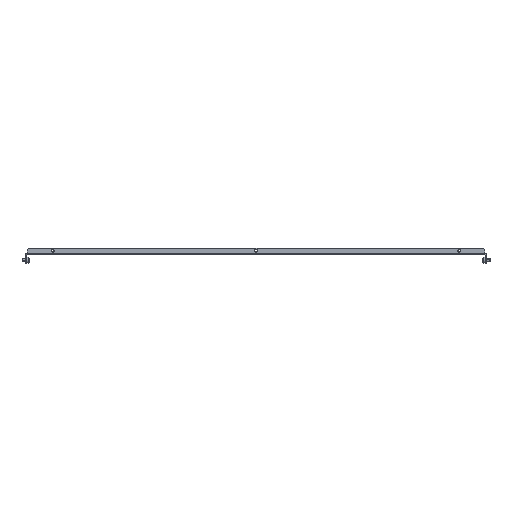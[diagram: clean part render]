
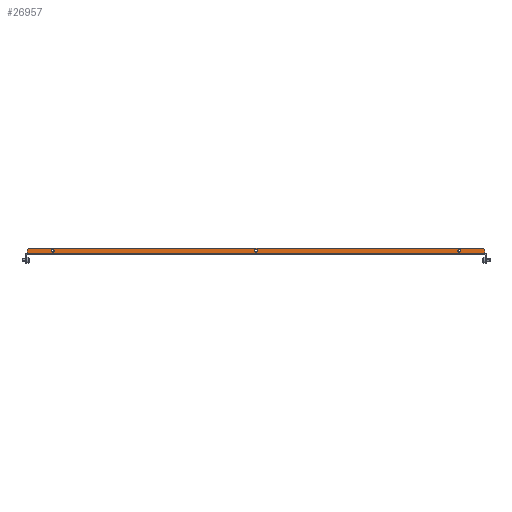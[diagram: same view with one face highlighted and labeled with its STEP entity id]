
A CAD part, left-side view. The second image highlights one B-rep face of the part: STEP entity #26957.
In plain terms, the highlighted planar face has unit normal (-1, 0, 0).
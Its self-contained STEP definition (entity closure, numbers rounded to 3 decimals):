
#35 = CARTESIAN_POINT ( 'NONE',  ( 176.5, 400., 8.6 ) ) ;
#93 = EDGE_CURVE ( 'NONE', #7140, #19511, #29272, .T. ) ;
#423 = EDGE_LOOP ( 'NONE', ( #31950, #12936 ) ) ;
#578 = EDGE_CURVE ( 'NONE', #31634, #2861, #21810, .T. ) ;
#748 = CIRCLE ( 'NONE', #20389, 2.6 ) ;
#1159 = AXIS2_PLACEMENT_3D ( 'NONE', #17997, #7797, #22856 ) ;
#1737 = CARTESIAN_POINT ( 'NONE',  ( 176.5, 0., 3.4 ) ) ;
#1779 = CARTESIAN_POINT ( 'NONE',  ( 176.5, 447.5, 11. ) ) ;
#1805 = EDGE_CURVE ( 'NONE', #30126, #16084, #24056, .T. ) ;
#2089 = EDGE_LOOP ( 'NONE', ( #29976, #31234, #5283, #7972, #27228, #18816, #19726, #15100 ) ) ;
#2388 = CARTESIAN_POINT ( 'NONE',  ( 176.5, -450.5, 0. ) ) ;
#2563 = DIRECTION ( 'NONE',  ( 0., 0., 1. ) ) ;
#2672 = CARTESIAN_POINT ( 'NONE',  ( 176.5, -400., 6. ) ) ;
#2715 = DIRECTION ( 'NONE',  ( 0., 0., -1. ) ) ;
#2861 = VERTEX_POINT ( 'NONE', #8846 ) ;
#2876 = FACE_BOUND ( 'NONE', #14186, .T. ) ;
#3427 = VECTOR ( 'NONE', #19712, 1000. ) ;
#3440 = AXIS2_PLACEMENT_3D ( 'NONE', #4180, #19385, #21811 ) ;
#3883 = CARTESIAN_POINT ( 'NONE',  ( 176.5, 229.25, 229.25 ) ) ;
#4030 = CARTESIAN_POINT ( 'NONE',  ( 176.5, 0., 6. ) ) ;
#4180 = CARTESIAN_POINT ( 'NONE',  ( 176.5, 400., 6. ) ) ;
#4731 = CARTESIAN_POINT ( 'NONE',  ( 176.5, 450.5, 0. ) ) ;
#5222 = EDGE_CURVE ( 'NONE', #30126, #5392, #28333, .T. ) ;
#5283 = ORIENTED_EDGE ( 'NONE', *, *, #29975, .F. ) ;
#5310 = PLANE ( 'NONE',  #26762 ) ;
#5392 = VERTEX_POINT ( 'NONE', #11788 ) ;
#5677 = DIRECTION ( 'NONE',  ( 0., 0., 1. ) ) ;
#5704 = CARTESIAN_POINT ( 'NONE',  ( 176.5, 0., 6. ) ) ;
#5804 = VERTEX_POINT ( 'NONE', #1737 ) ;
#5835 = DIRECTION ( 'NONE',  ( 0., 0., 1. ) ) ;
#6154 = CARTESIAN_POINT ( 'NONE',  ( 176.5, -400., 6. ) ) ;
#6162 = CIRCLE ( 'NONE', #30458, 2.6 ) ;
#6299 = AXIS2_PLACEMENT_3D ( 'NONE', #6154, #10843, #5835 ) ;
#6546 = CARTESIAN_POINT ( 'NONE',  ( 176.5, -447.5, 11. ) ) ;
#7140 = VERTEX_POINT ( 'NONE', #18464 ) ;
#7650 = DIRECTION ( 'NONE',  ( 1., 0., 0. ) ) ;
#7797 = DIRECTION ( 'NONE',  ( 1., 0., 0. ) ) ;
#7798 = EDGE_CURVE ( 'NONE', #10093, #16084, #10737, .T. ) ;
#7910 = CARTESIAN_POINT ( 'NONE',  ( 176.5, 450.5, 1. ) ) ;
#7972 = ORIENTED_EDGE ( 'NONE', *, *, #25808, .T. ) ;
#8846 = CARTESIAN_POINT ( 'NONE',  ( 176.5, 400., 3.4 ) ) ;
#8903 = EDGE_CURVE ( 'NONE', #30643, #7140, #24888, .T. ) ;
#9910 = VECTOR ( 'NONE', #18613, 1000. ) ;
#10093 = VERTEX_POINT ( 'NONE', #20747 ) ;
#10153 = CIRCLE ( 'NONE', #3440, 2.6 ) ;
#10273 = DIRECTION ( 'NONE',  ( 1., 0., 0. ) ) ;
#10278 = CARTESIAN_POINT ( 'NONE',  ( 176.5, -400., 3.4 ) ) ;
#10442 = ORIENTED_EDGE ( 'NONE', *, *, #28209, .T. ) ;
#10686 = LINE ( 'NONE', #13431, #13029 ) ;
#10737 = LINE ( 'NONE', #30331, #13129 ) ;
#10843 = DIRECTION ( 'NONE',  ( 1., 0., 0. ) ) ;
#11128 = EDGE_CURVE ( 'NONE', #5804, #16566, #25394, .T. ) ;
#11701 = EDGE_CURVE ( 'NONE', #27487, #15871, #20262, .T. ) ;
#11733 = DIRECTION ( 'NONE',  ( 0., -1., 0. ) ) ;
#11788 = CARTESIAN_POINT ( 'NONE',  ( 176.5, 450.5, 8. ) ) ;
#11963 = CARTESIAN_POINT ( 'NONE',  ( 176.5, -450.5, 0. ) ) ;
#12283 = DIRECTION ( 'NONE',  ( 0., 0., -1. ) ) ;
#12936 = ORIENTED_EDGE ( 'NONE', *, *, #11128, .T. ) ;
#13029 = VECTOR ( 'NONE', #5677, 1000. ) ;
#13129 = VECTOR ( 'NONE', #27588, 1000. ) ;
#13431 = CARTESIAN_POINT ( 'NONE',  ( 176.5, 450.5, 11. ) ) ;
#14186 = EDGE_LOOP ( 'NONE', ( #29332, #20362 ) ) ;
#14552 = LINE ( 'NONE', #11963, #14873 ) ;
#14848 = FACE_BOUND ( 'NONE', #27261, .T. ) ;
#14873 = VECTOR ( 'NONE', #12283, 1000. ) ;
#15057 = VECTOR ( 'NONE', #23773, 1000. ) ;
#15100 = ORIENTED_EDGE ( 'NONE', *, *, #7798, .T. ) ;
#15730 = DIRECTION ( 'NONE',  ( 1., 0., 0. ) ) ;
#15871 = VERTEX_POINT ( 'NONE', #27035 ) ;
#15888 = EDGE_CURVE ( 'NONE', #10093, #30643, #14552, .T. ) ;
#16084 = VERTEX_POINT ( 'NONE', #6546 ) ;
#16499 = VECTOR ( 'NONE', #11733, 1000. ) ;
#16566 = VERTEX_POINT ( 'NONE', #29971 ) ;
#16923 = CARTESIAN_POINT ( 'NONE',  ( 176.5, -450.5, 11. ) ) ;
#17081 = DIRECTION ( 'NONE',  ( 0., 0., 1. ) ) ;
#17997 = CARTESIAN_POINT ( 'NONE',  ( 176.5, 400., 6. ) ) ;
#18464 = CARTESIAN_POINT ( 'NONE',  ( 176.5, -450.5, 0. ) ) ;
#18465 = VERTEX_POINT ( 'NONE', #7910 ) ;
#18613 = DIRECTION ( 'NONE',  ( 0., 0.707, -0.707 ) ) ;
#18816 = ORIENTED_EDGE ( 'NONE', *, *, #8903, .F. ) ;
#19385 = DIRECTION ( 'NONE',  ( 1., 0., 0. ) ) ;
#19511 = VERTEX_POINT ( 'NONE', #4731 ) ;
#19712 = DIRECTION ( 'NONE',  ( 0., 0., -1. ) ) ;
#19726 = ORIENTED_EDGE ( 'NONE', *, *, #15888, .F. ) ;
#20262 = CIRCLE ( 'NONE', #6299, 2.6 ) ;
#20362 = ORIENTED_EDGE ( 'NONE', *, *, #22122, .T. ) ;
#20389 = AXIS2_PLACEMENT_3D ( 'NONE', #4030, #15730, #23179 ) ;
#20747 = CARTESIAN_POINT ( 'NONE',  ( 176.5, -450.5, 8. ) ) ;
#21810 = CIRCLE ( 'NONE', #1159, 2.6 ) ;
#21811 = DIRECTION ( 'NONE',  ( 0., 0., 1. ) ) ;
#22122 = EDGE_CURVE ( 'NONE', #2861, #31634, #10153, .T. ) ;
#22268 = CARTESIAN_POINT ( 'NONE',  ( 176.5, -450.5, 1. ) ) ;
#22296 = DIRECTION ( 'NONE',  ( -1., 0., 0. ) ) ;
#22798 = AXIS2_PLACEMENT_3D ( 'NONE', #5704, #7650, #29992 ) ;
#22856 = DIRECTION ( 'NONE',  ( 0., 0., 1. ) ) ;
#23179 = DIRECTION ( 'NONE',  ( 0., 0., 1. ) ) ;
#23725 = VECTOR ( 'NONE', #2715, 1000. ) ;
#23740 = ORIENTED_EDGE ( 'NONE', *, *, #11701, .T. ) ;
#23773 = DIRECTION ( 'NONE',  ( 0., 1., 0. ) ) ;
#24056 = LINE ( 'NONE', #16923, #16499 ) ;
#24740 = FACE_OUTER_BOUND ( 'NONE', #2089, .T. ) ;
#24888 = LINE ( 'NONE', #2388, #23725 ) ;
#25213 = FACE_BOUND ( 'NONE', #423, .T. ) ;
#25394 = CIRCLE ( 'NONE', #22798, 2.6 ) ;
#25808 = EDGE_CURVE ( 'NONE', #18465, #19511, #29598, .T. ) ;
#26051 = CARTESIAN_POINT ( 'NONE',  ( 176.5, 0., 0. ) ) ;
#26762 = AXIS2_PLACEMENT_3D ( 'NONE', #29603, #22296, #2563 ) ;
#26957 = ADVANCED_FACE ( 'NONE', ( #2876, #25213, #14848, #24740 ), #5310, .T. ) ;
#27035 = CARTESIAN_POINT ( 'NONE',  ( 176.5, -400., 8.6 ) ) ;
#27228 = ORIENTED_EDGE ( 'NONE', *, *, #93, .F. ) ;
#27261 = EDGE_LOOP ( 'NONE', ( #10442, #23740 ) ) ;
#27487 = VERTEX_POINT ( 'NONE', #10278 ) ;
#27588 = DIRECTION ( 'NONE',  ( 0., 0.707, 0.707 ) ) ;
#27796 = CARTESIAN_POINT ( 'NONE',  ( 176.5, 450.5, 1. ) ) ;
#28209 = EDGE_CURVE ( 'NONE', #15871, #27487, #6162, .T. ) ;
#28333 = LINE ( 'NONE', #3883, #9910 ) ;
#29272 = LINE ( 'NONE', #26051, #15057 ) ;
#29332 = ORIENTED_EDGE ( 'NONE', *, *, #578, .T. ) ;
#29598 = LINE ( 'NONE', #27796, #3427 ) ;
#29603 = CARTESIAN_POINT ( 'NONE',  ( 176.5, 0., 0. ) ) ;
#29971 = CARTESIAN_POINT ( 'NONE',  ( 176.5, 0., 8.6 ) ) ;
#29975 = EDGE_CURVE ( 'NONE', #18465, #5392, #10686, .T. ) ;
#29976 = ORIENTED_EDGE ( 'NONE', *, *, #1805, .F. ) ;
#29992 = DIRECTION ( 'NONE',  ( 0., 0., 1. ) ) ;
#30126 = VERTEX_POINT ( 'NONE', #1779 ) ;
#30331 = CARTESIAN_POINT ( 'NONE',  ( 176.5, -229.25, 229.25 ) ) ;
#30458 = AXIS2_PLACEMENT_3D ( 'NONE', #2672, #10273, #17081 ) ;
#30643 = VERTEX_POINT ( 'NONE', #22268 ) ;
#31234 = ORIENTED_EDGE ( 'NONE', *, *, #5222, .T. ) ;
#31634 = VERTEX_POINT ( 'NONE', #35 ) ;
#31816 = EDGE_CURVE ( 'NONE', #16566, #5804, #748, .T. ) ;
#31950 = ORIENTED_EDGE ( 'NONE', *, *, #31816, .T. ) ;
